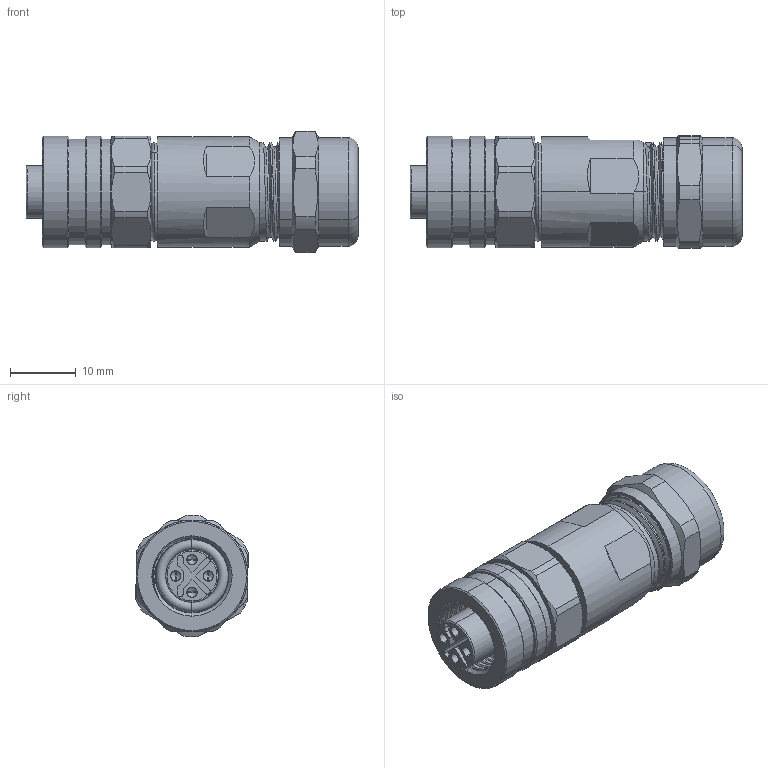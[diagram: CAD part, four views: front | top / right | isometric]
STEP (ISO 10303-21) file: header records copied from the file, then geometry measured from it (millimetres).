
FILE_DESCRIPTION (( 'STEP AP203' ), '1' );
FILE_NAME ('55-00455.STEP', '2025-03-25T01:54:37', ( '' ), ( '' ), 'SwSTEP 2.0', 'SolidWorks 2021', '' );
FILE_SCHEMA (( 'CONFIG_CONTROL_DESIGN' ));
Length unit declared in the file: millimetre
Products named in the file (12): 55-00455-02___; 55-00455-03___; 55-00455-11___; 55-00455-07___; 55-00455; 55-00455-09___; 55-00453-12___; 55-00455-10___; 55-00455-01___; 55-00455-08___; 55-00455-06_step; 55-00455-04___
Assembly tree (14 placements, depth 2):
  55-00455
    55-00455-01___
    55-00455-02___
    55-00455-03___
    55-00455-04___
    55-00455-06_step
    55-00455-07___
    55-00455-08___
    55-00455-09___
    55-00455-10___
    55-00455-11___  x4
    55-00453-12___
Bounding box: 50.5 x 17.11 x 18.49 mm (x, y, z)
Volume: 7408.1 mm3; surface area: 11652 mm2
Topology: 14 solids, 14 shells, 540 faces, 1380 edges, 873 vertices
Faces by surface type: cylinder 208, plane 196, cone 87, torus 32, bspline 17
Entity records: 19765 total; most frequent: CARTESIAN_POINT 8032, ORIENTED_EDGE 2248, DIRECTION 2153, EDGE_CURVE 1124, AXIS2_PLACEMENT_3D 846, VERTEX_POINT 723, EDGE_LOOP 481, VECTOR 461
